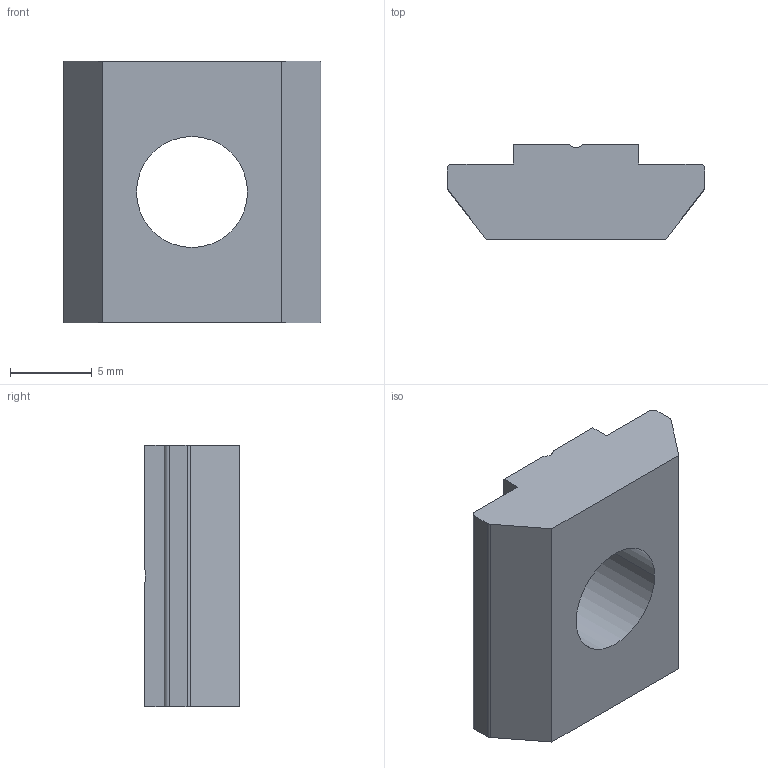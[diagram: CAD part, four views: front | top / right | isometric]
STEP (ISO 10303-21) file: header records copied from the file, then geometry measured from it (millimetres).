
FILE_DESCRIPTION (( 'STEP AP214' ), '1' );
FILE_NAME ('SNSD.30.51.21. Ñóõàðü ïàçîâûé Ì8, ïàç 8(C35).STEP', '2014-11-25T14:03:50', ( 'XTreme.ws' ), ( 'XTreme.ws' ), 'SwSTEP 2.0', 'SolidWorks 2014', '' );
FILE_SCHEMA (( 'AUTOMOTIVE_DESIGN' ));
Length unit declared in the file: millimetre
Products named in the file (1): SNSD.30.51.21. Ñóõàðü ïàçîâûé Ì8, ïàç 8(C35)
Bounding box: 15.8 x 5.8 x 16 mm (x, y, z)
Volume: 976.7 mm3; surface area: 831.1 mm2
Topology: 1 solids, 1 shells, 25 faces, 70 edges, 46 vertices
Faces by surface type: plane 15, cylinder 8, cone 2
Entity records: 884 total; most frequent: CARTESIAN_POINT 172, ORIENTED_EDGE 140, DIRECTION 134, EDGE_CURVE 70, LINE 46, VERTEX_POINT 46, VECTOR 46, AXIS2_PLACEMENT_3D 44
